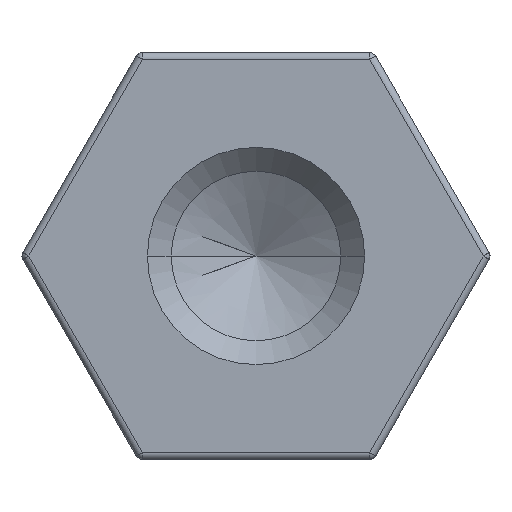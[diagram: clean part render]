
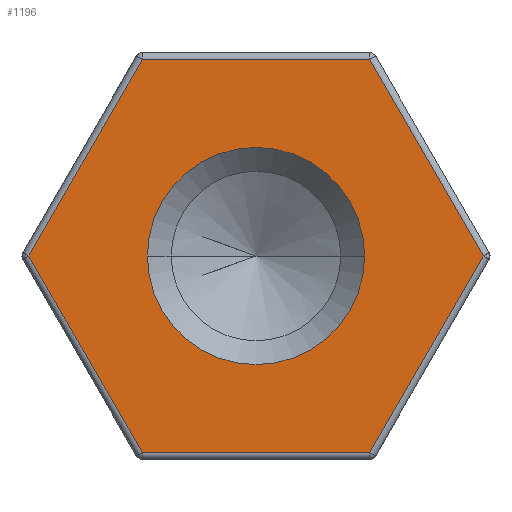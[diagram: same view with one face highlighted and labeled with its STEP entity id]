
A CAD part, left-side view. The second image highlights one B-rep face of the part: STEP entity #1196.
In plain terms, the highlighted planar face has unit normal (-1, 0, 0).
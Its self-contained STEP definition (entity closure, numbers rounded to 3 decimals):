
#21 = VECTOR ( 'NONE', #66, 1000. ) ;
#41 = LINE ( 'NONE', #1297, #21 ) ;
#53 = DIRECTION ( 'NONE',  ( 0., 1., 0. ) ) ;
#59 = AXIS2_PLACEMENT_3D ( 'NONE', #1162, #545, #1240 ) ;
#62 = CARTESIAN_POINT ( 'NONE',  ( 0., 1.674, -2.9 ) ) ;
#66 = DIRECTION ( 'NONE',  ( 0., -0.5, -0.866 ) ) ;
#122 = CIRCLE ( 'NONE', #59, 1.6 ) ;
#127 = CIRCLE ( 'NONE', #1061, 1.6 ) ;
#151 = ORIENTED_EDGE ( 'NONE', *, *, #230, .T. ) ;
#152 = VERTEX_POINT ( 'NONE', #723 ) ;
#165 = VERTEX_POINT ( 'NONE', #367 ) ;
#183 = ORIENTED_EDGE ( 'NONE', *, *, #923, .T. ) ;
#191 = CARTESIAN_POINT ( 'NONE',  ( 0., 0., 0. ) ) ;
#192 = LINE ( 'NONE', #1280, #561 ) ;
#198 = CARTESIAN_POINT ( 'NONE',  ( 0., -1.6, 0. ) ) ;
#202 = VERTEX_POINT ( 'NONE', #62 ) ;
#208 = DIRECTION ( 'NONE',  ( 0., -1., 0. ) ) ;
#230 = EDGE_CURVE ( 'NONE', #399, #202, #41, .T. ) ;
#233 = ORIENTED_EDGE ( 'NONE', *, *, #1243, .T. ) ;
#255 = CARTESIAN_POINT ( 'NONE',  ( 0., -2.511, 1.45 ) ) ;
#297 = VERTEX_POINT ( 'NONE', #1400 ) ;
#340 = LINE ( 'NONE', #255, #1399 ) ;
#367 = CARTESIAN_POINT ( 'NONE',  ( 0., -3.349, 0. ) ) ;
#374 = EDGE_LOOP ( 'NONE', ( #434, #183, #233, #151, #691, #610 ) ) ;
#378 = EDGE_CURVE ( 'NONE', #165, #297, #340, .T. ) ;
#399 = VERTEX_POINT ( 'NONE', #742 ) ;
#434 = ORIENTED_EDGE ( 'NONE', *, *, #378, .T. ) ;
#480 = ORIENTED_EDGE ( 'NONE', *, *, #1307, .T. ) ;
#520 = CARTESIAN_POINT ( 'NONE',  ( 0., 2.511, 1.45 ) ) ;
#545 = DIRECTION ( 'NONE',  ( 1., 0., 0. ) ) ;
#555 = VERTEX_POINT ( 'NONE', #889 ) ;
#558 = EDGE_LOOP ( 'NONE', ( #480, #629 ) ) ;
#561 = VECTOR ( 'NONE', #805, 1000. ) ;
#610 = ORIENTED_EDGE ( 'NONE', *, *, #1070, .T. ) ;
#629 = ORIENTED_EDGE ( 'NONE', *, *, #755, .T. ) ;
#666 = VERTEX_POINT ( 'NONE', #672 ) ;
#672 = CARTESIAN_POINT ( 'NONE',  ( 0., -1.674, -2.9 ) ) ;
#676 = PLANE ( 'NONE',  #1055 ) ;
#690 = DIRECTION ( 'NONE',  ( 0., 0.5, -0.866 ) ) ;
#691 = ORIENTED_EDGE ( 'NONE', *, *, #785, .T. ) ;
#694 = LINE ( 'NONE', #520, #1154 ) ;
#723 = CARTESIAN_POINT ( 'NONE',  ( 0., 1.6, 0. ) ) ;
#742 = CARTESIAN_POINT ( 'NONE',  ( 0., 3.349, 0. ) ) ;
#749 = VERTEX_POINT ( 'NONE', #198 ) ;
#755 = EDGE_CURVE ( 'NONE', #749, #152, #127, .T. ) ;
#785 = EDGE_CURVE ( 'NONE', #202, #666, #1085, .T. ) ;
#805 = DIRECTION ( 'NONE',  ( 0., -0.5, 0.866 ) ) ;
#824 = DIRECTION ( 'NONE',  ( 0., 1., 0. ) ) ;
#870 = VECTOR ( 'NONE', #208, 1000. ) ;
#889 = CARTESIAN_POINT ( 'NONE',  ( 0., 1.674, 2.9 ) ) ;
#912 = DIRECTION ( 'NONE',  ( 1., 0., 0. ) ) ;
#923 = EDGE_CURVE ( 'NONE', #297, #555, #1412, .T. ) ;
#1000 = CARTESIAN_POINT ( 'NONE',  ( 0., 0., -2.9 ) ) ;
#1027 = DIRECTION ( 'NONE',  ( 0., 1., 0. ) ) ;
#1051 = FACE_BOUND ( 'NONE', #558, .T. ) ;
#1055 = AXIS2_PLACEMENT_3D ( 'NONE', #191, #1296, #824 ) ;
#1061 = AXIS2_PLACEMENT_3D ( 'NONE', #1379, #912, #53 ) ;
#1070 = EDGE_CURVE ( 'NONE', #666, #165, #192, .T. ) ;
#1085 = LINE ( 'NONE', #1000, #870 ) ;
#1154 = VECTOR ( 'NONE', #690, 1000. ) ;
#1162 = CARTESIAN_POINT ( 'NONE',  ( 0., 0., 0. ) ) ;
#1178 = DIRECTION ( 'NONE',  ( 0., 0.5, 0.866 ) ) ;
#1196 = ADVANCED_FACE ( 'NONE', ( #1204, #1051 ), #676, .F. ) ;
#1204 = FACE_OUTER_BOUND ( 'NONE', #374, .T. ) ;
#1240 = DIRECTION ( 'NONE',  ( 0., 1., 0. ) ) ;
#1243 = EDGE_CURVE ( 'NONE', #555, #399, #694, .T. ) ;
#1280 = CARTESIAN_POINT ( 'NONE',  ( 0., -2.511, -1.45 ) ) ;
#1296 = DIRECTION ( 'NONE',  ( 1., 0., 0. ) ) ;
#1297 = CARTESIAN_POINT ( 'NONE',  ( 0., 2.511, -1.45 ) ) ;
#1307 = EDGE_CURVE ( 'NONE', #152, #749, #122, .T. ) ;
#1358 = VECTOR ( 'NONE', #1027, 1000. ) ;
#1379 = CARTESIAN_POINT ( 'NONE',  ( 0., 0., 0. ) ) ;
#1399 = VECTOR ( 'NONE', #1178, 1000. ) ;
#1400 = CARTESIAN_POINT ( 'NONE',  ( 0., -1.674, 2.9 ) ) ;
#1412 = LINE ( 'NONE', #1416, #1358 ) ;
#1416 = CARTESIAN_POINT ( 'NONE',  ( 0., 0., 2.9 ) ) ;
